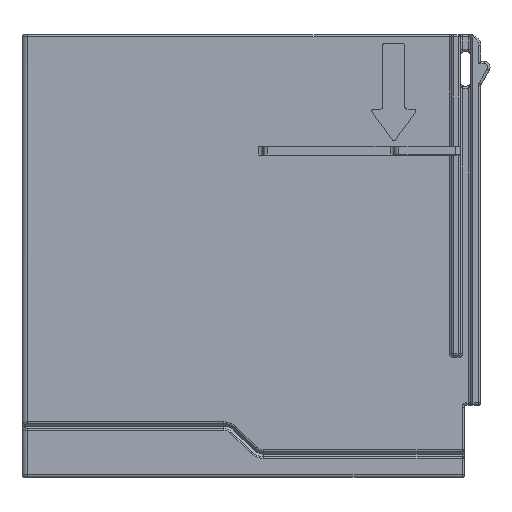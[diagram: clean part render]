
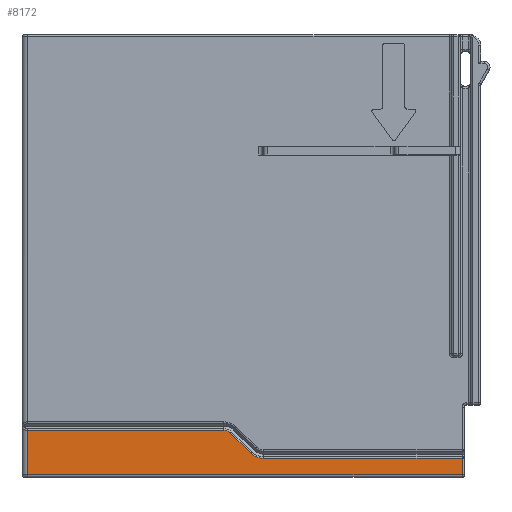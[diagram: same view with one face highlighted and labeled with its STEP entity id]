
A CAD part, top view. The second image highlights one B-rep face of the part: STEP entity #8172.
In plain terms, the highlighted planar face has unit normal (0, 0, 1).
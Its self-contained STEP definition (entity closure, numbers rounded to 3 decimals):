
#408=DIRECTION('',(-1.,0.,0.));
#409=VECTOR('',#408,45.358);
#410=CARTESIAN_POINT('',(-122.,-26.294,-22.));
#411=LINE('',#410,#409);
#431=DIRECTION('',(0.,1.,0.));
#432=VECTOR('',#431,3.793);
#433=CARTESIAN_POINT('',(-122.,-30.087,-22.));
#434=LINE('',#433,#432);
#2226=DIRECTION('',(-1.,0.,0.));
#2227=VECTOR('',#2226,99.2);
#2228=CARTESIAN_POINT('',(-122.,-30.087,-22.));
#2229=LINE('',#2228,#2227);
#2230=DIRECTION('',(0.,1.,0.));
#2231=VECTOR('',#2230,10.193);
#2232=CARTESIAN_POINT('',(-221.2,-30.087,-22.));
#2233=LINE('',#2232,#2231);
#2234=CARTESIAN_POINT('',(-176.45,-22.187,-22.));
#2235=DIRECTION('',(0.,0.,-1.));
#2236=DIRECTION('',(0.,1.,0.));
#2237=AXIS2_PLACEMENT_3D('',#2234,#2235,#2236);
#2239=DIRECTION('',(0.707,-0.707,0.));
#2240=VECTOR('',#2239,6.359);
#2241=CARTESIAN_POINT('',(-174.829,-20.565,
-22.));
#2242=LINE('',#2241,#2240);
#2243=CARTESIAN_POINT('',(-167.358,-22.087,-22.));
#2244=DIRECTION('',(0.,0.,1.));
#2245=DIRECTION('',(-0.707,-0.707,0.));
#2246=AXIS2_PLACEMENT_3D('',#2243,#2244,#2245);
#2464=CARTESIAN_POINT('',(-221.2,-19.894,-22.));
#2522=DIRECTION('',(-1.,0.,0.));
#2523=VECTOR('',#2522,44.75);
#2524=CARTESIAN_POINT('',(-176.45,-19.894,-22.));
#2525=LINE('',#2524,#2523);
#3445=CARTESIAN_POINT('',(-221.2,-30.087,-22.));
#3446=VERTEX_POINT('',#3445);
#3456=VERTEX_POINT('',#2464);
#3515=CARTESIAN_POINT('',(-122.,-26.294,-22.));
#3516=CARTESIAN_POINT('',(-167.358,-26.294,-22.));
#3517=VERTEX_POINT('',#3515);
#3518=VERTEX_POINT('',#3516);
#3519=CARTESIAN_POINT('',(-122.,-30.087,-22.));
#3520=VERTEX_POINT('',#3519);
#3521=CARTESIAN_POINT('',(-176.45,-19.894,-22.));
#3522=VERTEX_POINT('',#3521);
#3523=CARTESIAN_POINT('',(-174.829,-20.565,-22.));
#3524=VERTEX_POINT('',#3523);
#3525=CARTESIAN_POINT('',(-170.332,-25.061,
-22.));
#3526=VERTEX_POINT('',#3525);
#8153=CARTESIAN_POINT('',(-171.6,-24.99,-22.));
#8154=DIRECTION('',(0.,0.,1.));
#8155=DIRECTION('',(1.,0.,0.));
#8156=AXIS2_PLACEMENT_3D('',#8153,#8154,#8155);
#8157=PLANE('',#8156);
#8158=ORIENTED_EDGE('',*,*,#4473,.F.);
#8159=ORIENTED_EDGE('',*,*,#4514,.F.);
#8161=ORIENTED_EDGE('',*,*,#8160,.T.);
#8163=ORIENTED_EDGE('',*,*,#8162,.T.);
#8165=ORIENTED_EDGE('',*,*,#8164,.F.);
#8167=ORIENTED_EDGE('',*,*,#8166,.T.);
#8168=ORIENTED_EDGE('',*,*,#8139,.T.);
#8169=ORIENTED_EDGE('',*,*,#4451,.T.);
#8170=EDGE_LOOP('',(#8158,#8159,#8161,#8163,#8165,#8167,#8168,#8169));
#8171=FACE_OUTER_BOUND('',#8170,.F.);
#2238=CIRCLE('',#2237,2.293);
#2247=CIRCLE('',#2246,4.207);
#4451=EDGE_CURVE('',#3526,#3518,#2247,.T.);
#4473=EDGE_CURVE('',#3517,#3518,#411,.T.);
#4514=EDGE_CURVE('',#3520,#3517,#434,.T.);
#8139=EDGE_CURVE('',#3524,#3526,#2242,.T.);
#8160=EDGE_CURVE('',#3520,#3446,#2229,.T.);
#8162=EDGE_CURVE('',#3446,#3456,#2233,.T.);
#8164=EDGE_CURVE('',#3522,#3456,#2525,.T.);
#8166=EDGE_CURVE('',#3522,#3524,#2238,.T.);
#8172=ADVANCED_FACE('',(#8171),#8157,.T.);
